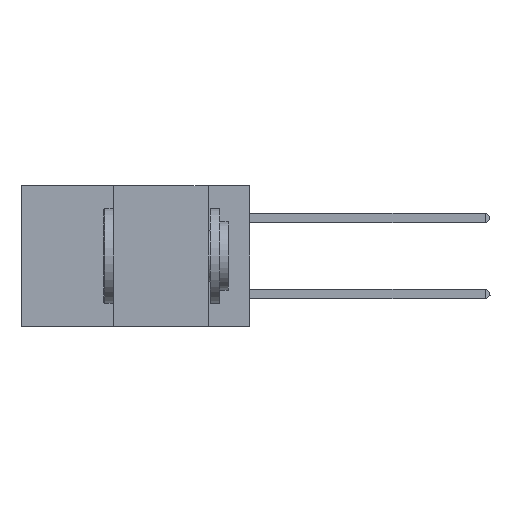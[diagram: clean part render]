
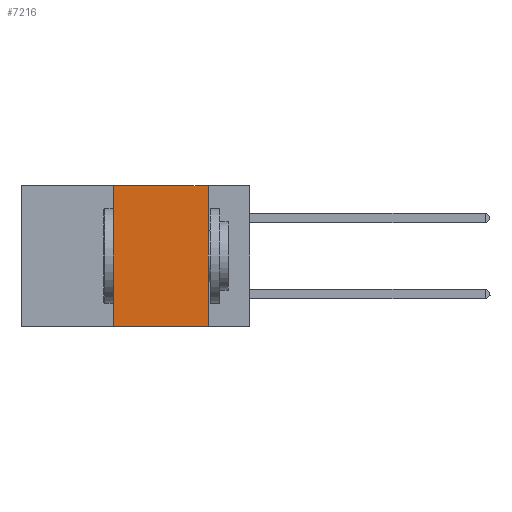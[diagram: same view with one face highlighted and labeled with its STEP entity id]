
A CAD part, left-side view. The second image highlights one B-rep face of the part: STEP entity #7216.
In plain terms, the highlighted planar face has unit normal (-1, 0, 0).
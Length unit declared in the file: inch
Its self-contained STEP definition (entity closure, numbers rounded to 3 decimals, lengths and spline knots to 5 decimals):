
#2458 = LINE ( 'NONE', #16228, #16052 ) ;
#2531 = EDGE_LOOP ( 'NONE', ( #22968, #26384, #9298, #10602 ) ) ;
#2562 = DIRECTION ( 'NONE',  ( 1., 0., 0. ) ) ;
#4535 = VERTEX_POINT ( 'NONE', #12575 ) ;
#4934 = VECTOR ( 'NONE', #19475, 39.37008 ) ;
#5389 = FACE_OUTER_BOUND ( 'NONE', #2531, .T. ) ;
#5480 = VERTEX_POINT ( 'NONE', #18164 ) ;
#5834 = CARTESIAN_POINT ( 'NONE',  ( 0., 0.36, -0.37 ) ) ;
#5906 = LINE ( 'NONE', #15213, #4934 ) ;
#6681 = EDGE_CURVE ( 'NONE', #5480, #4535, #13799, .T. ) ;
#6976 = VERTEX_POINT ( 'NONE', #5834 ) ;
#7216 = ADVANCED_FACE ( 'NONE', ( #5389 ), #14932, .F. ) ;
#8919 = VECTOR ( 'NONE', #17021, 39.37008 ) ;
#9298 = ORIENTED_EDGE ( 'NONE', *, *, #12233, .F. ) ;
#10602 = ORIENTED_EDGE ( 'NONE', *, *, #18950, .T. ) ;
#12233 = EDGE_CURVE ( 'NONE', #6976, #5480, #25508, .T. ) ;
#12575 = CARTESIAN_POINT ( 'NONE',  ( 0., 0.11, 0. ) ) ;
#12726 = VERTEX_POINT ( 'NONE', #18913 ) ;
#13338 = CARTESIAN_POINT ( 'NONE',  ( 0., 0.36, 0. ) ) ;
#13799 = LINE ( 'NONE', #14791, #8919 ) ;
#14791 = CARTESIAN_POINT ( 'NONE',  ( 0., 0.6, 0. ) ) ;
#14932 = PLANE ( 'NONE',  #21037 ) ;
#15213 = CARTESIAN_POINT ( 'NONE',  ( 0., 0.6, -0.37 ) ) ;
#16052 = VECTOR ( 'NONE', #17997, 39.37008 ) ;
#16228 = CARTESIAN_POINT ( 'NONE',  ( 0., 0.11, 0. ) ) ;
#17021 = DIRECTION ( 'NONE',  ( 0., -1., 0. ) ) ;
#17164 = CARTESIAN_POINT ( 'NONE',  ( 0., 0.6, 0. ) ) ;
#17997 = DIRECTION ( 'NONE',  ( 0., 0., -1. ) ) ;
#18164 = CARTESIAN_POINT ( 'NONE',  ( 0., 0.36, 0. ) ) ;
#18913 = CARTESIAN_POINT ( 'NONE',  ( 0., 0.11, -0.37 ) ) ;
#18950 = EDGE_CURVE ( 'NONE', #6976, #12726, #5906, .T. ) ;
#19475 = DIRECTION ( 'NONE',  ( 0., -1., 0. ) ) ;
#21037 = AXIS2_PLACEMENT_3D ( 'NONE', #17164, #2562, #25869 ) ;
#21360 = VECTOR ( 'NONE', #23472, 39.37008 ) ;
#21414 = EDGE_CURVE ( 'NONE', #4535, #12726, #2458, .T. ) ;
#22968 = ORIENTED_EDGE ( 'NONE', *, *, #21414, .F. ) ;
#23472 = DIRECTION ( 'NONE',  ( 0., 0., 1. ) ) ;
#25508 = LINE ( 'NONE', #13338, #21360 ) ;
#25869 = DIRECTION ( 'NONE',  ( 0., 0., -1. ) ) ;
#26384 = ORIENTED_EDGE ( 'NONE', *, *, #6681, .F. ) ;
